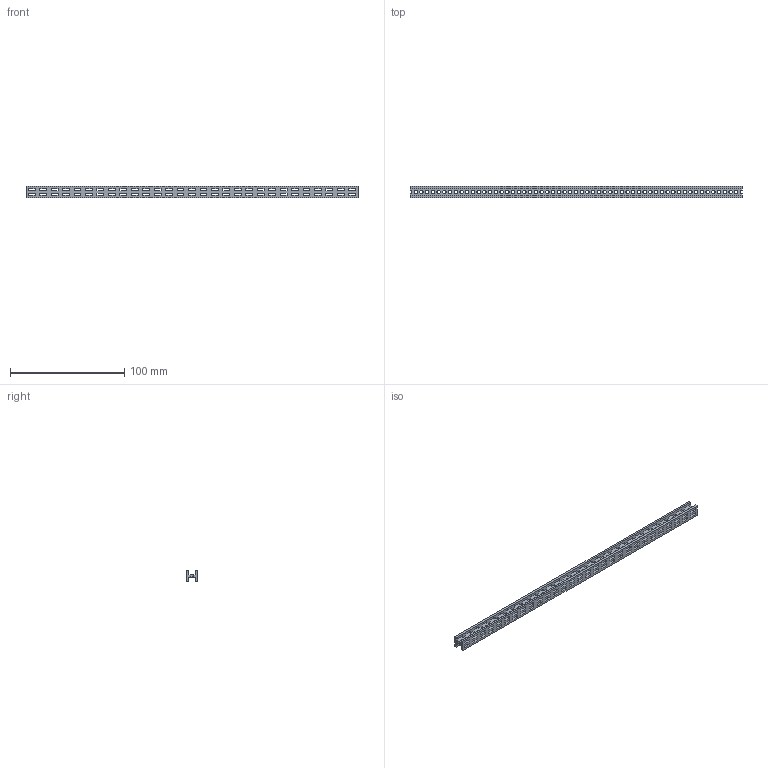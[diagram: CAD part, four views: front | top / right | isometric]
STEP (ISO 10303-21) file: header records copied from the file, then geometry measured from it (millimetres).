
FILE_DESCRIPTION (( 'STEP AP203' ), '1' );
FILE_NAME ('Beam 290.STEP', '2017-02-03T08:54:47', ( '' ), ( '' ), 'SwSTEP 2.0', 'SolidWorks 2015', '' );
FILE_SCHEMA (( 'CONFIG_CONTROL_DESIGN' ));
Length unit declared in the file: millimetre
Products named in the file (1): Beam 290
Bounding box: 290 x 10 x 10 mm (x, y, z)
Volume: 11476 mm3; surface area: 17533.3 mm2
Topology: 1 solids, 1 shells, 481 faces, 1785 edges, 1190 vertices
Faces by surface type: plane 364, cylinder 117
Entity records: 19502 total; most frequent: ORIENTED_EDGE 3570, CARTESIAN_POINT 3457, DIRECTION 2983, EDGE_CURVE 1785, VECTOR 1551, LINE 1551, VERTEX_POINT 1190, AXIS2_PLACEMENT_3D 716
